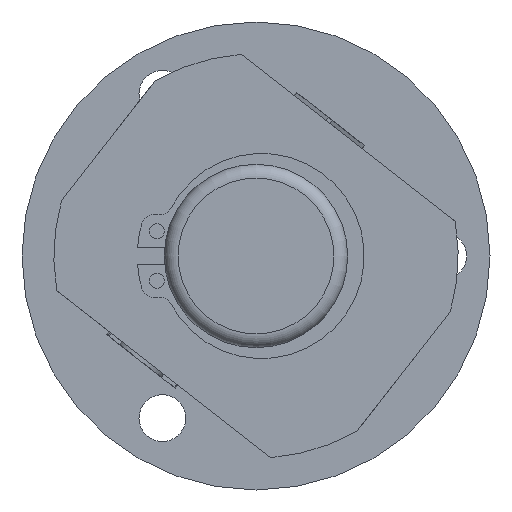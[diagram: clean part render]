
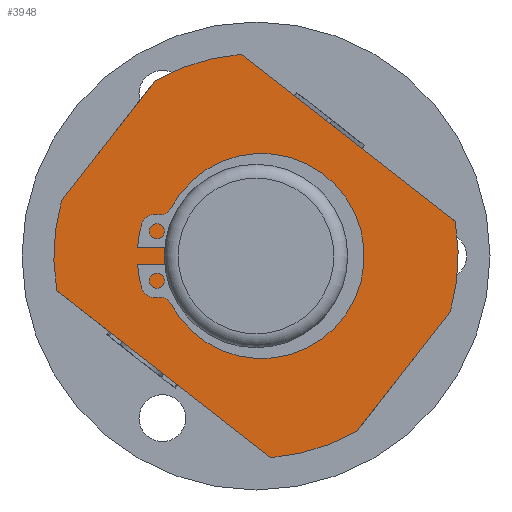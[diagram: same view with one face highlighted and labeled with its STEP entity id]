
A CAD part, left-side view. The second image highlights one B-rep face of the part: STEP entity #3948.
In plain terms, the highlighted planar face has unit normal (-1, 0, 0).
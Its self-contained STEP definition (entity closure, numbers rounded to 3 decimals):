
#177=CIRCLE('',#4309,12.25);
#179=CIRCLE('',#4312,27.);
#180=CIRCLE('',#4313,27.);
#181=CIRCLE('',#4314,27.);
#182=CIRCLE('',#4315,27.);
#1023=ORIENTED_EDGE('',*,*,#1776,.T.);
#1024=ORIENTED_EDGE('',*,*,#1781,.F.);
#1025=ORIENTED_EDGE('',*,*,#1782,.T.);
#1026=ORIENTED_EDGE('',*,*,#1783,.F.);
#1027=ORIENTED_EDGE('',*,*,#1784,.T.);
#1028=ORIENTED_EDGE('',*,*,#1785,.F.);
#1029=ORIENTED_EDGE('',*,*,#1786,.T.);
#1030=ORIENTED_EDGE('',*,*,#1787,.F.);
#1031=ORIENTED_EDGE('',*,*,#1788,.T.);
#1776=EDGE_CURVE('',#2218,#2218,#177,.T.);
#1781=EDGE_CURVE('',#2223,#2224,#2619,.T.);
#1782=EDGE_CURVE('',#2223,#2225,#179,.F.);
#1783=EDGE_CURVE('',#2226,#2225,#2620,.T.);
#1784=EDGE_CURVE('',#2226,#2227,#180,.F.);
#1785=EDGE_CURVE('',#2228,#2227,#2621,.T.);
#1786=EDGE_CURVE('',#2228,#2229,#181,.F.);
#1787=EDGE_CURVE('',#2230,#2229,#2622,.T.);
#1788=EDGE_CURVE('',#2230,#2224,#182,.F.);
#2218=VERTEX_POINT('',#6438);
#2223=VERTEX_POINT('',#6503);
#2224=VERTEX_POINT('',#6504);
#2225=VERTEX_POINT('',#6506);
#2226=VERTEX_POINT('',#6508);
#2227=VERTEX_POINT('',#6510);
#2228=VERTEX_POINT('',#6512);
#2229=VERTEX_POINT('',#6514);
#2230=VERTEX_POINT('',#6516);
#2619=LINE('',#6502,#2947);
#2620=LINE('',#6507,#2948);
#2621=LINE('',#6511,#2949);
#2622=LINE('',#6515,#2950);
#2947=VECTOR('',#5197,1000.);
#2948=VECTOR('',#5200,1000.);
#2949=VECTOR('',#5203,1000.);
#2950=VECTOR('',#5206,1000.);
#3203=EDGE_LOOP('',(#1023));
#3204=EDGE_LOOP('',(#1024,#1025,#1026,#1027,#1028,#1029,#1030,#1031));
#3533=FACE_BOUND('',#3203,.T.);
#3534=FACE_BOUND('',#3204,.T.);
#3782=PLANE('',#4311);
#3948=ADVANCED_FACE('',(#3533,#3534),#3782,.F.);
#4309=AXIS2_PLACEMENT_3D('',#6437,#5191,#5192);
#4311=AXIS2_PLACEMENT_3D('',#6501,#5195,#5196);
#4312=AXIS2_PLACEMENT_3D('',#6505,#5198,#5199);
#4313=AXIS2_PLACEMENT_3D('',#6509,#5201,#5202);
#4314=AXIS2_PLACEMENT_3D('',#6513,#5204,#5205);
#4315=AXIS2_PLACEMENT_3D('',#6517,#5207,#5208);
#5191=DIRECTION('',(1.,0.,0.));
#5192=DIRECTION('',(0.,0.,-1.));
#5195=DIRECTION('',(1.,0.,0.));
#5196=DIRECTION('',(0.,0.,-1.));
#5197=DIRECTION('',(0.,1.,0.));
#5198=DIRECTION('',(1.,0.,0.));
#5199=DIRECTION('',(0.,0.,-1.));
#5200=DIRECTION('',(0.,0.,-1.));
#5201=DIRECTION('',(1.,0.,0.));
#5202=DIRECTION('',(0.,0.,-1.));
#5203=DIRECTION('',(0.,-1.,0.));
#5204=DIRECTION('',(1.,0.,0.));
#5205=DIRECTION('',(0.,0.,-1.));
#5206=DIRECTION('',(0.,0.,1.));
#5207=DIRECTION('',(1.,0.,0.));
#5208=DIRECTION('',(0.,0.,-1.));
#6437=CARTESIAN_POINT('',(-86.,0.,0.));
#6438=CARTESIAN_POINT('',(-86.,0.,-12.25));
#6501=CARTESIAN_POINT('',(-86.,0.,0.));
#6502=CARTESIAN_POINT('',(-86.,-25.,-20.));
#6503=CARTESIAN_POINT('',(-86.,-18.138,-20.));
#6504=CARTESIAN_POINT('',(-86.,18.138,-20.));
#6505=CARTESIAN_POINT('',(-86.,0.,0.));
#6506=CARTESIAN_POINT('',(-86.,-25.,-10.198));
#6507=CARTESIAN_POINT('',(-86.,-25.,20.));
#6508=CARTESIAN_POINT('',(-86.,-25.,10.198));
#6509=CARTESIAN_POINT('',(-86.,0.,0.));
#6510=CARTESIAN_POINT('',(-86.,-18.138,20.));
#6511=CARTESIAN_POINT('',(-86.,25.,20.));
#6512=CARTESIAN_POINT('',(-86.,18.138,20.));
#6513=CARTESIAN_POINT('',(-86.,0.,0.));
#6514=CARTESIAN_POINT('',(-86.,25.,10.198));
#6515=CARTESIAN_POINT('',(-86.,25.,-20.));
#6516=CARTESIAN_POINT('',(-86.,25.,-10.198));
#6517=CARTESIAN_POINT('',(-86.,0.,0.));
